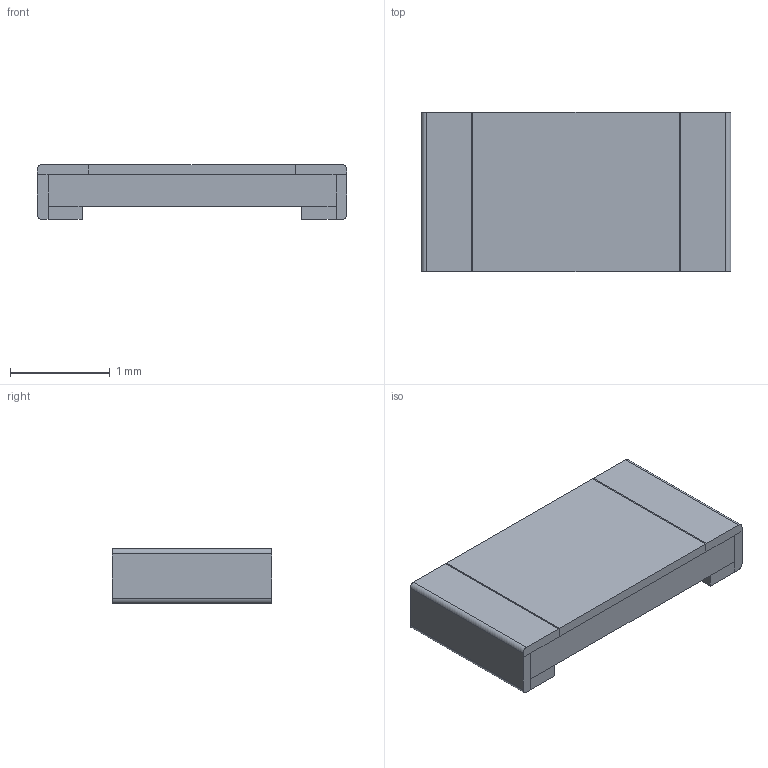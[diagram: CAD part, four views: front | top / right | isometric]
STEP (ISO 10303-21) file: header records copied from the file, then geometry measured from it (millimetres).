
FILE_DESCRIPTION(/* description */ ('Unknown'),/* implementation_level */ '2;1');
FILE_NAME(/* name */ 'RC1206FR-0710RL',/* time_stamp */ '2023-02-20T14:20:44+02:00',/* author */ ('Unknown'),/* organization */ ('Unknown'),/* preprocessor_version */ 'ST-DEVELOPER v18.102',/* originating_system */ 'Solid Edge',/* authorisation */ 'Unknown');
FILE_SCHEMA (('AUTOMOTIVE_DESIGN {1 0 10303 214 3 1 1}'));
Length unit declared in the file: millimetre
Products named in the file (1): RC1206FR-0710RL
Bounding box: 3.1 x 1.6 x 0.55 mm (x, y, z)
Volume: 2.3 mm3; surface area: 14.8 mm2
Topology: 1 solids, 1 shells, 34 faces, 92 edges, 60 vertices
Faces by surface type: plane 28, cylinder 6
Entity records: 1321 total; most frequent: CARTESIAN_POINT 187, ORIENTED_EDGE 184, DIRECTION 176, EDGE_CURVE 92, LINE 78, VECTOR 78, VERTEX_POINT 60, AXIS2_PLACEMENT_3D 49
